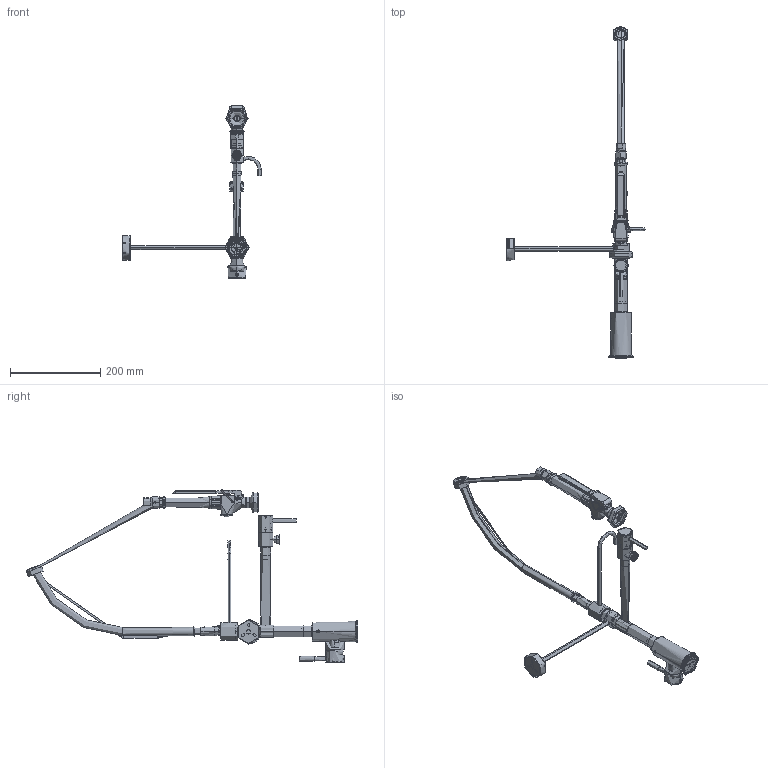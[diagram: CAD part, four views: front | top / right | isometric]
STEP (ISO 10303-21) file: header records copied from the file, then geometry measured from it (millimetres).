
FILE_DESCRIPTION (( 'STEP AP214' ), '1' );
FILE_NAME ('gpj1200cw.STEP', '2023-05-26T05:42:03', ( '' ), ( '' ), 'SwSTEP 2.0', 'SolidWorks 2022', '' );
FILE_SCHEMA (( 'AUTOMOTIVE_DESIGN' ));
Length unit declared in the file: millimetre
Products named in the file (101): oxq3; thdp; wl-06-4; taocipian2; wl-21-18; taocipian1; oxignquan; wl10041; Repaired_slg_C_2; oxq8; kkfx; hook; wl-07-4; wl-21-10; gpj1200cw; wl-21-07-88-1-9; wl-10_af0; wl-17; wl-21-21; wl-21-26; wl-21-27; wl-21-08; jinshui; wl-21; wl-21-16; wl-10-2; wl-21-15; wl-06-2; Repaired_slg_C; oxingquan2; oxq-21-2-5; wl-21-25; wl-10-1; shougandian; oxq9; Spring; oxq-155-2; 020005; wl-21-24; wl-18 ...
Assembly tree (112 placements, depth 3):
  gpj1200cw
    wl-06
      wl-06-1
      wl-06-2
      wl-06-3
      wl-06-4
      oxq-155-2
    nmd  x2
    wl-07
      wl-07-1
      wl-07-2
      wl-07-3
      wl-07-4
    wl-07-5
    wl-24_af0
      kkfx
      shougandian
      faxingan
      oxingquan2  x2
      faxingandianpian
      taocipian1
      taocipian2
      jinshui
      oxignquan
      dianpian
      dangquan
      yamao
    wl-10_af0
      wl-10-1
      wl-10-2
    oxq  x2
    oxq3
    wl-16
      wl-16-1
      wl-16-2
    oxq5  x3
    wl-17
    wl-18
    wl-19
    wl-20
    oxq8
    prt0005
    nmd2
    wl-22
    prt0006  x2
    oxq9
    wl-16-1-2
    020005  x2
    lmd4dp
    ldm4
    wl1003
    wl-11
    wl-21
      wl-21-01
      wl-21-02
      wl-21-04
      wl-21-05
      wl-21-06
      wl-21-07-88-1-9  x4
      wl-21-08
Bounding box: 306.59 x 733.56 x 382.17 mm (x, y, z)
Volume: 457003.3 mm3
Topology: 91 solids, 133 shells, 4869 faces, 11915 edges, 7610 vertices
Faces by surface type: plane 1997, cylinder 1503, cone 530, bspline 455, torus 372, sphere 12
Full cylindrical faces by diameter (mm): 1.6 x4
Entity records: 276151 total; most frequent: CARTESIAN_POINT 139189, ORIENTED_EDGE 23168, DIRECTION 21013, EDGE_CURVE 11620, AXIS2_PLACEMENT_3D 7727, VERTEX_POINT 7436, LINE 5559, VECTOR 5559
